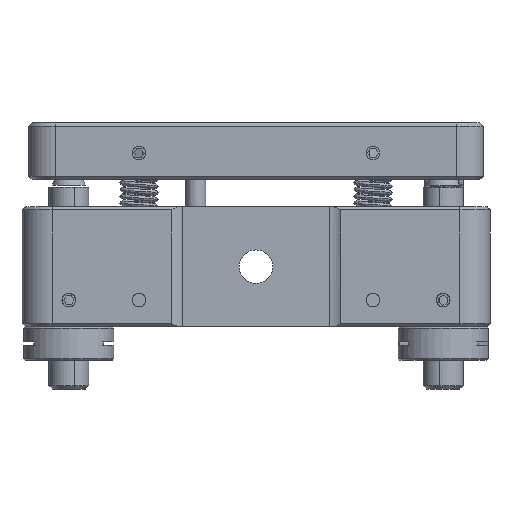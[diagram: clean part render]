
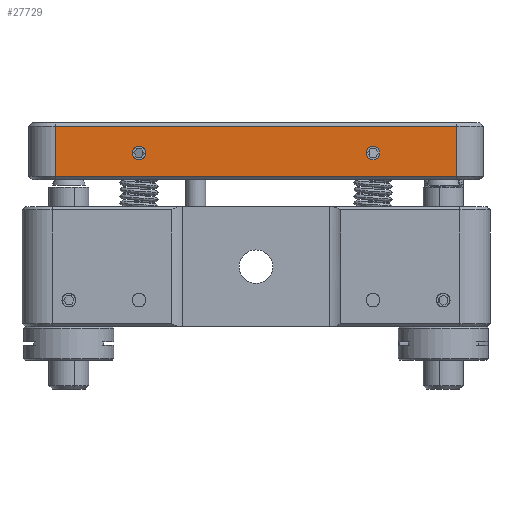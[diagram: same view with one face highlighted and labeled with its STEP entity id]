
A CAD part, front view. The second image highlights one B-rep face of the part: STEP entity #27729.
In plain terms, the highlighted planar face has unit normal (0, -1, 0).
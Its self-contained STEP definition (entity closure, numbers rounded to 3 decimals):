
#867 = CIRCLE ( 'NONE', #17151, 1.025 ) ;
#1335 = EDGE_CURVE ( 'NONE', #13332, #21573, #32785, .T. ) ;
#1635 = VECTOR ( 'NONE', #25462, 1000. ) ;
#2875 = CARTESIAN_POINT ( 'NONE',  ( 17.5, -34., -5.525 ) ) ;
#2969 = ORIENTED_EDGE ( 'NONE', *, *, #30493, .F. ) ;
#3899 = DIRECTION ( 'NONE',  ( 0., -1., 0. ) ) ;
#4513 = ORIENTED_EDGE ( 'NONE', *, *, #29106, .T. ) ;
#4555 = VECTOR ( 'NONE', #26500, 1000. ) ;
#4578 = CARTESIAN_POINT ( 'NONE',  ( 30., -34., -8. ) ) ;
#4659 = FACE_OUTER_BOUND ( 'NONE', #6836, .T. ) ;
#5950 = CARTESIAN_POINT ( 'NONE',  ( -17.5, -34., -5.525 ) ) ;
#5992 = DIRECTION ( 'NONE',  ( 0., -1., 0. ) ) ;
#6570 = CARTESIAN_POINT ( 'NONE',  ( 30., -34., -0.5 ) ) ;
#6691 = FACE_BOUND ( 'NONE', #24999, .T. ) ;
#6836 = EDGE_LOOP ( 'NONE', ( #12810, #14305, #2969, #4513 ) ) ;
#7006 = VERTEX_POINT ( 'NONE', #2875 ) ;
#7562 = VECTOR ( 'NONE', #31403, 1000. ) ;
#8065 = LINE ( 'NONE', #21596, #7562 ) ;
#9053 = ORIENTED_EDGE ( 'NONE', *, *, #24019, .F. ) ;
#9810 = DIRECTION ( 'NONE',  ( 0., -1., 0. ) ) ;
#10501 = CARTESIAN_POINT ( 'NONE',  ( -30., -34., 0. ) ) ;
#11272 = LINE ( 'NONE', #19031, #1635 ) ;
#11523 = ORIENTED_EDGE ( 'NONE', *, *, #28572, .F. ) ;
#12383 = PLANE ( 'NONE',  #17398 ) ;
#12792 = DIRECTION ( 'NONE',  ( 0., 0., -1. ) ) ;
#12810 = ORIENTED_EDGE ( 'NONE', *, *, #1335, .T. ) ;
#13332 = VERTEX_POINT ( 'NONE', #31495 ) ;
#13444 = VERTEX_POINT ( 'NONE', #28104 ) ;
#14305 = ORIENTED_EDGE ( 'NONE', *, *, #39353, .T. ) ;
#14724 = VERTEX_POINT ( 'NONE', #16475 ) ;
#14876 = EDGE_LOOP ( 'NONE', ( #38716, #11523 ) ) ;
#15326 = AXIS2_PLACEMENT_3D ( 'NONE', #32245, #9810, #12792 ) ;
#16124 = VERTEX_POINT ( 'NONE', #6570 ) ;
#16381 = DIRECTION ( 'NONE',  ( 0., 0., -1. ) ) ;
#16475 = CARTESIAN_POINT ( 'NONE',  ( -17.5, -34., -3.475 ) ) ;
#17151 = AXIS2_PLACEMENT_3D ( 'NONE', #19378, #22668, #16381 ) ;
#17398 = AXIS2_PLACEMENT_3D ( 'NONE', #38443, #19044, #21903 ) ;
#18775 = EDGE_CURVE ( 'NONE', #7006, #13444, #28501, .T. ) ;
#19031 = CARTESIAN_POINT ( 'NONE',  ( -30., -34., -8. ) ) ;
#19044 = DIRECTION ( 'NONE',  ( 0., 1., 0. ) ) ;
#19378 = CARTESIAN_POINT ( 'NONE',  ( -17.5, -34., -4.5 ) ) ;
#19755 = CARTESIAN_POINT ( 'NONE',  ( 17.5, -34., -4.5 ) ) ;
#20154 = ORIENTED_EDGE ( 'NONE', *, *, #18775, .F. ) ;
#21573 = VERTEX_POINT ( 'NONE', #32074 ) ;
#21596 = CARTESIAN_POINT ( 'NONE',  ( 30., -34., 0. ) ) ;
#21903 = DIRECTION ( 'NONE',  ( 0., 0., 1. ) ) ;
#22668 = DIRECTION ( 'NONE',  ( 0., -1., 0. ) ) ;
#24019 = EDGE_CURVE ( 'NONE', #13444, #7006, #28676, .T. ) ;
#24363 = LINE ( 'NONE', #35941, #4555 ) ;
#24999 = EDGE_LOOP ( 'NONE', ( #20154, #9053 ) ) ;
#25443 = CARTESIAN_POINT ( 'NONE',  ( -17.5, -34., -4.5 ) ) ;
#25462 = DIRECTION ( 'NONE',  ( 1., 0., 0. ) ) ;
#26500 = DIRECTION ( 'NONE',  ( -1., 0., 0. ) ) ;
#26608 = DIRECTION ( 'NONE',  ( 0., 0., -1. ) ) ;
#27729 = ADVANCED_FACE ( 'NONE', ( #6691, #29542, #4659 ), #12383, .F. ) ;
#28104 = CARTESIAN_POINT ( 'NONE',  ( 17.5, -34., -3.475 ) ) ;
#28501 = CIRCLE ( 'NONE', #15326, 1.025 ) ;
#28572 = EDGE_CURVE ( 'NONE', #14724, #32518, #29042, .T. ) ;
#28676 = CIRCLE ( 'NONE', #33359, 1.025 ) ;
#28980 = EDGE_CURVE ( 'NONE', #32518, #14724, #867, .T. ) ;
#29042 = CIRCLE ( 'NONE', #41852, 1.025 ) ;
#29106 = EDGE_CURVE ( 'NONE', #16124, #13332, #24363, .T. ) ;
#29542 = FACE_BOUND ( 'NONE', #14876, .T. ) ;
#30493 = EDGE_CURVE ( 'NONE', #16124, #35375, #8065, .T. ) ;
#31403 = DIRECTION ( 'NONE',  ( 0., 0., -1. ) ) ;
#31495 = CARTESIAN_POINT ( 'NONE',  ( -30., -34., -0.5 ) ) ;
#32074 = CARTESIAN_POINT ( 'NONE',  ( -30., -34., -8. ) ) ;
#32245 = CARTESIAN_POINT ( 'NONE',  ( 17.5, -34., -4.5 ) ) ;
#32518 = VERTEX_POINT ( 'NONE', #5950 ) ;
#32785 = LINE ( 'NONE', #10501, #40923 ) ;
#33175 = DIRECTION ( 'NONE',  ( 0., 0., -1. ) ) ;
#33359 = AXIS2_PLACEMENT_3D ( 'NONE', #19755, #3899, #26608 ) ;
#35375 = VERTEX_POINT ( 'NONE', #4578 ) ;
#35462 = DIRECTION ( 'NONE',  ( 0., 0., -1. ) ) ;
#35941 = CARTESIAN_POINT ( 'NONE',  ( -30., -34., -0.5 ) ) ;
#38443 = CARTESIAN_POINT ( 'NONE',  ( -30., -34., 0. ) ) ;
#38716 = ORIENTED_EDGE ( 'NONE', *, *, #28980, .F. ) ;
#39353 = EDGE_CURVE ( 'NONE', #21573, #35375, #11272, .T. ) ;
#40923 = VECTOR ( 'NONE', #33175, 1000. ) ;
#41852 = AXIS2_PLACEMENT_3D ( 'NONE', #25443, #5992, #35462 ) ;
